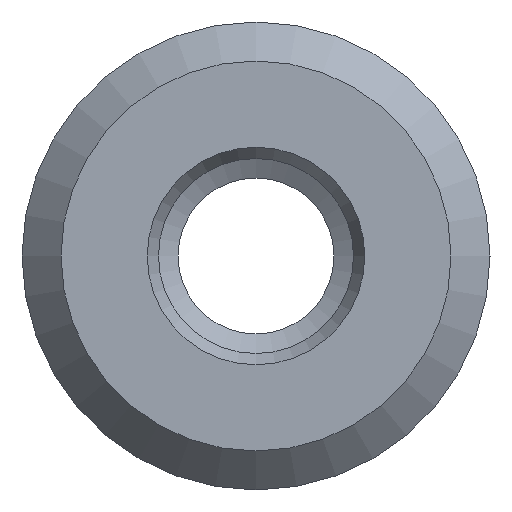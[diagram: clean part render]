
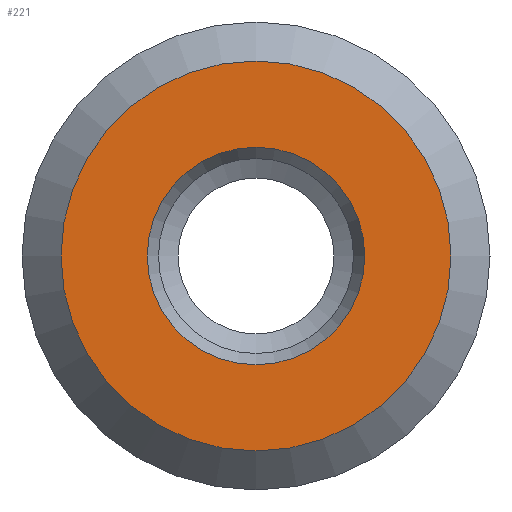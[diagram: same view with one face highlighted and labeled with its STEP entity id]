
A CAD part, left-side view. The second image highlights one B-rep face of the part: STEP entity #221.
In plain terms, the highlighted planar face has unit normal (-1, 0, 0).
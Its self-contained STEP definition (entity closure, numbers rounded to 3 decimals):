
#16=FACE_BOUND('',#46,.T.);
#18=PLANE('',#276);
#33=FACE_OUTER_BOUND('',#45,.T.);
#45=EDGE_LOOP('',(#202,#203));
#46=EDGE_LOOP('',(#204,#205));
#65=CIRCLE('',#245,5.);
#66=CIRCLE('',#246,5.);
#85=CIRCLE('',#274,2.789);
#86=CIRCLE('',#275,2.789);
#89=VERTEX_POINT('',#363);
#90=VERTEX_POINT('',#365);
#108=VERTEX_POINT('',#418);
#109=VERTEX_POINT('',#420);
#113=EDGE_CURVE('',#89,#90,#65,.T.);
#114=EDGE_CURVE('',#90,#89,#66,.T.);
#140=EDGE_CURVE('',#109,#108,#85,.T.);
#141=EDGE_CURVE('',#108,#109,#86,.T.);
#202=ORIENTED_EDGE('',*,*,#114,.F.);
#203=ORIENTED_EDGE('',*,*,#113,.F.);
#204=ORIENTED_EDGE('',*,*,#140,.T.);
#205=ORIENTED_EDGE('',*,*,#141,.T.);
#221=ADVANCED_FACE('',(#33,#16),#18,.T.);
#245=AXIS2_PLACEMENT_3D('',#366,#286,#287);
#246=AXIS2_PLACEMENT_3D('',#367,#288,#289);
#274=AXIS2_PLACEMENT_3D('',#421,#351,#352);
#275=AXIS2_PLACEMENT_3D('',#422,#353,#354);
#276=AXIS2_PLACEMENT_3D('',#423,#355,#356);
#286=DIRECTION('center_axis',(1.,0.,0.));
#287=DIRECTION('ref_axis',(0.,0.,-1.));
#288=DIRECTION('center_axis',(1.,0.,0.));
#289=DIRECTION('ref_axis',(0.,0.,-1.));
#351=DIRECTION('center_axis',(1.,0.,0.));
#352=DIRECTION('ref_axis',(0.,0.,-1.));
#353=DIRECTION('center_axis',(1.,0.,0.));
#354=DIRECTION('ref_axis',(0.,0.,-1.));
#355=DIRECTION('center_axis',(-1.,0.,0.));
#356=DIRECTION('ref_axis',(0.,0.,1.));
#363=CARTESIAN_POINT('',(0.,-5.,0.));
#365=CARTESIAN_POINT('',(0.,5.,0.));
#366=CARTESIAN_POINT('Origin',(0.,0.,
0.));
#367=CARTESIAN_POINT('Origin',(0.,0.,
0.));
#418=CARTESIAN_POINT('',(0.,-2.789,0.));
#420=CARTESIAN_POINT('',(0.,2.789,0.));
#421=CARTESIAN_POINT('Origin',(0.,0.,
0.));
#422=CARTESIAN_POINT('Origin',(0.,0.,
0.));
#423=CARTESIAN_POINT('Origin',(0.,5.,0.));
